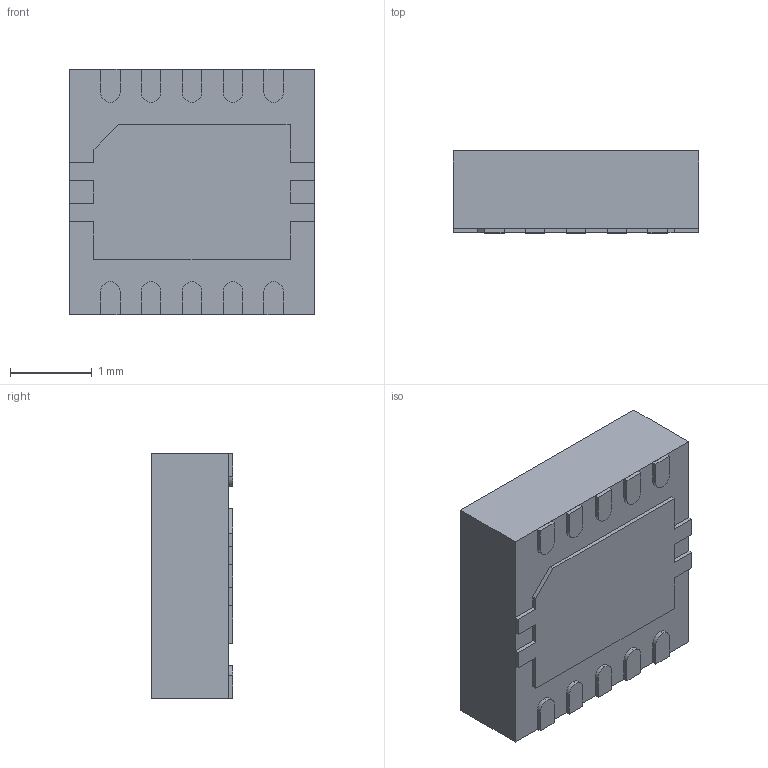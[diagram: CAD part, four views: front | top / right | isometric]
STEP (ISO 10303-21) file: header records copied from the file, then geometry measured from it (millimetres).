
FILE_DESCRIPTION (( 'STEP AP214' ), '1' );
FILE_NAME ('VSON-10.step', '2018-09-28T20:10:29', ( '' ), ( '' ), 'SwSTEP 2.0', 'SolidWorks 2014', '' );
FILE_SCHEMA (( 'AUTOMOTIVE_DESIGN' ));
Length unit declared in the file: millimetre
Products named in the file (1): VSON-10
Bounding box: 3 x 1 x 3 mm (x, y, z)
Volume: 8.8 mm3; surface area: 31 mm2
Topology: 1 solids, 9 shells, 213 faces, 550 edges, 366 vertices
Faces by surface type: plane 137, bspline 56, cylinder 20
Entity records: 6844 total; most frequent: CARTESIAN_POINT 1874, ORIENTED_EDGE 1100, DIRECTION 794, EDGE_CURVE 550, LINE 398, VECTOR 398, VERTEX_POINT 366, EDGE_LOOP 234
